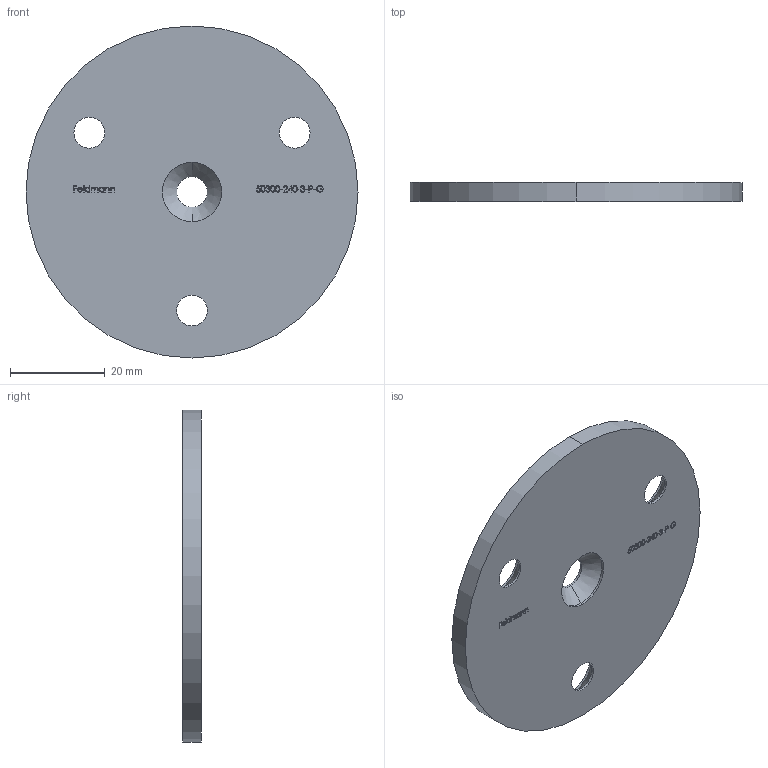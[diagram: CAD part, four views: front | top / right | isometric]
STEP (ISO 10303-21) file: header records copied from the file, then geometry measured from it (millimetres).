
FILE_DESCRIPTION (( 'STEP AP203' ), '1' );
FILE_NAME ('50300-240-3-P-G.STEP', '2020-09-22T12:49:16', ( '' ), ( '' ), 'SwSTEP 2.0', 'SolidWorks 2018', '' );
FILE_SCHEMA (( 'CONFIG_CONTROL_DESIGN' ));
Length unit declared in the file: millimetre
Products named in the file (2): 50300-240-3-P-G
Bounding box: 70 x 4 x 70 mm (x, y, z)
Volume: 14202.4 mm3; surface area: 8591.2 mm2
Topology: 1 solids, 1 shells, 314 faces, 824 edges, 544 vertices
Faces by surface type: plane 147, bspline 141, cylinder 18, cone 8
Entity records: 18009 total; most frequent: CARTESIAN_POINT 11033, ORIENTED_EDGE 1648, DIRECTION 928, EDGE_CURVE 824, VERTEX_POINT 544, LINE 506, VECTOR 506, EDGE_LOOP 354
